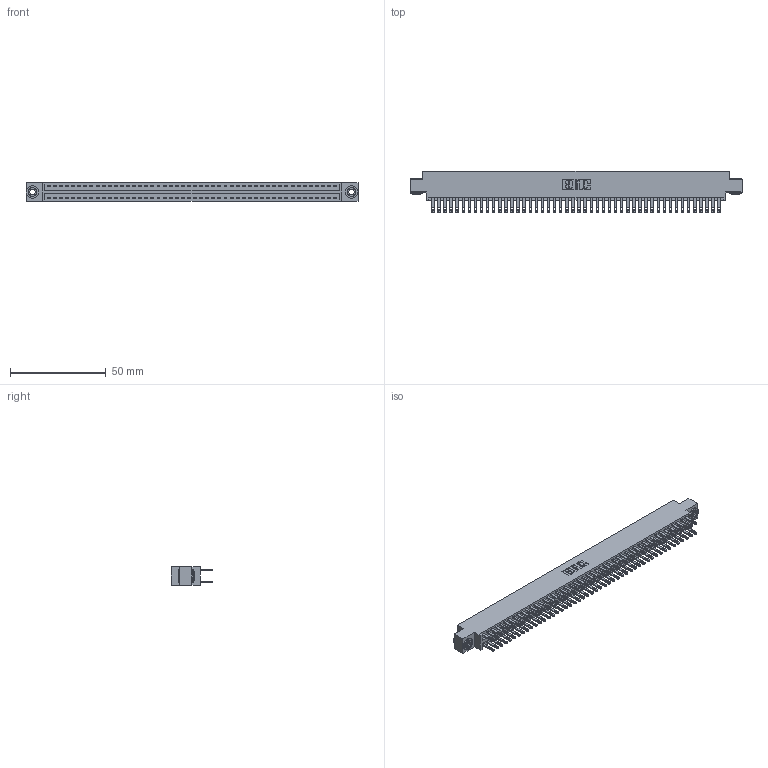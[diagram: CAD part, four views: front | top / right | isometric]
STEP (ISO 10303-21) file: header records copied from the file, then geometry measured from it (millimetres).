
FILE_DESCRIPTION (( 'STEP AP203' ), '1' );
FILE_NAME ('346-096-500-803.STEP', '2018-08-30T06:19:54', ( '' ), ( '' ), 'SwSTEP 2.0', 'SolidWorks 2016', '' );
FILE_SCHEMA (( 'CONFIG_CONTROL_DESIGN' ));
Length unit declared in the file: inch
Products named in the file (4): 346 Part_0.170 Offset - 0.156 Dia-TH; 345-292-001_345-293-100; 345-250-002_345-250-002-102; 346-096-500-803
Assembly tree (99 placements, depth 2):
  346-096-500-803
    346 Part_0.170 Offset - 0.156 Dia-TH
    345-292-001_345-293-100  x96
    345-250-002_345-250-002-102  x2
Bounding box: 172.97 x 21.84 x 9.4 mm (x, y, z)
Volume: 17071.9 mm3; surface area: 24959.3 mm2
Topology: 99 solids, 99 shells, 4772 faces, 14529 edges, 9682 vertices
Faces by surface type: plane 2874, cylinder 1890, cone 8
Entity records: 31230 total; most frequent: CARTESIAN_POINT 5115, ORIENTED_EDGE 5042, DIRECTION 4591, EDGE_CURVE 2521, VECTOR 2169, LINE 2169, VERTEX_POINT 1678, AXIS2_PLACEMENT_3D 1211
